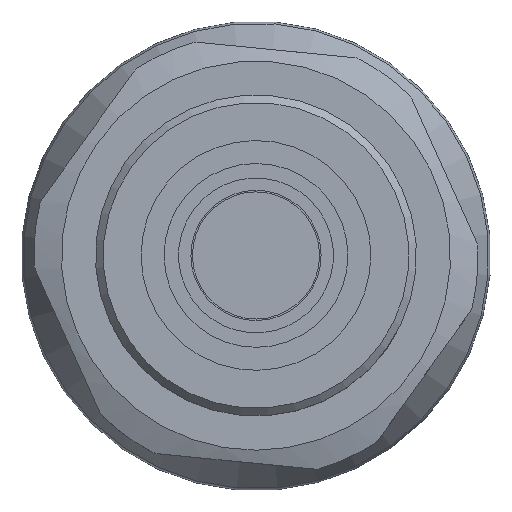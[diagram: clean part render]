
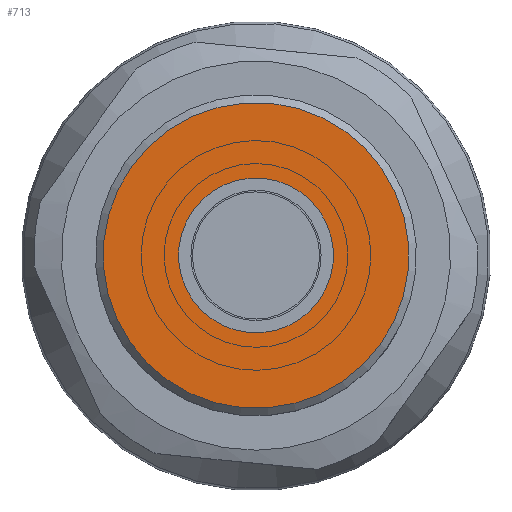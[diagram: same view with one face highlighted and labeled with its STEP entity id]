
A CAD part, top view. The second image highlights one B-rep face of the part: STEP entity #713.
In plain terms, the highlighted planar face has unit normal (0, 0, 1).
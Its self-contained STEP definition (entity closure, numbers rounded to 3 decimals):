
#713 = ADVANCED_FACE( '', ( #1507, #1508 ), #1509, .T. );
#1507 = FACE_OUTER_BOUND( '', #3907, .T. );
#1508 = FACE_BOUND( '', #3908, .T. );
#1509 = PLANE( '', #3909 );
#3907 = EDGE_LOOP( '', ( #6900 ) );
#3908 = EDGE_LOOP( '', ( #6901 ) );
#3909 = AXIS2_PLACEMENT_3D( '', #6902, #6903, #6904 );
#6900 = ORIENTED_EDGE( '', *, *, #8265, .T. );
#6901 = ORIENTED_EDGE( '', *, *, #8250, .T. );
#6902 = CARTESIAN_POINT( '', ( 0., 0., 16. ) );
#6903 = DIRECTION( '', ( 0., 0., 1. ) );
#6904 = DIRECTION( '', ( 1., 0., 0. ) );
#8250 = EDGE_CURVE( '', #9413, #9413, #9414, .T. );
#8265 = EDGE_CURVE( '', #9430, #9430, #9431, .T. );
#9413 = VERTEX_POINT( '', #12597 );
#9414 = CIRCLE( '', #12598, 5.053 );
#9430 = VERTEX_POINT( '', #12696 );
#9431 = CIRCLE( '', #12697, 9.978 );
#12597 = CARTESIAN_POINT( '', ( 0., -5.053, 16. ) );
#12598 = AXIS2_PLACEMENT_3D( '', #13676, #13677, #13678 );
#12696 = CARTESIAN_POINT( '', ( 9.978, 0., 16. ) );
#12697 = AXIS2_PLACEMENT_3D( '', #13683, #13684, #13685 );
#13676 = CARTESIAN_POINT( '', ( 0., 0., 16. ) );
#13677 = DIRECTION( '', ( 0., 0., -1. ) );
#13678 = DIRECTION( '', ( 0., -1., 0. ) );
#13683 = CARTESIAN_POINT( '', ( 0., 0., 16. ) );
#13684 = DIRECTION( '', ( 0., 0., 1. ) );
#13685 = DIRECTION( '', ( 1., 0., 0. ) );
